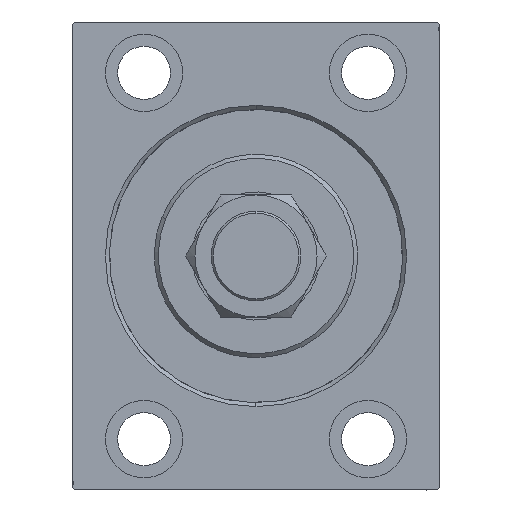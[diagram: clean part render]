
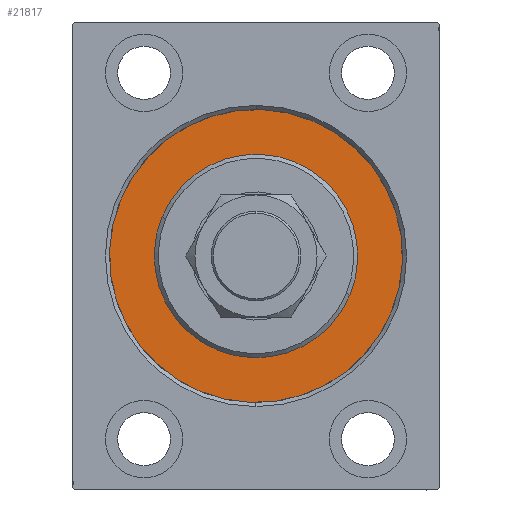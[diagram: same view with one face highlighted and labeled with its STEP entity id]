
A CAD part, left-side view. The second image highlights one B-rep face of the part: STEP entity #21817.
In plain terms, the highlighted face is planar.
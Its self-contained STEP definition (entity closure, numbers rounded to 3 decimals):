
#124 = CARTESIAN_POINT ( 'NONE',  ( 0., 0., 25. ) ) ;
#1347 = CARTESIAN_POINT ( 'NONE',  ( 0., 0., 36. ) ) ;
#2397 = DIRECTION ( 'NONE',  ( 1., 0., 0. ) ) ;
#2930 = AXIS2_PLACEMENT_3D ( 'NONE', #3269, #20591, #16890 ) ;
#3255 = AXIS2_PLACEMENT_3D ( 'NONE', #21070, #17364, #23628 ) ;
#3269 = CARTESIAN_POINT ( 'NONE',  ( 0., 0., 0. ) ) ;
#3899 = DIRECTION ( 'NONE',  ( 0., 0., -1. ) ) ;
#4771 = ORIENTED_EDGE ( 'NONE', *, *, #36750, .F. ) ;
#5151 = AXIS2_PLACEMENT_3D ( 'NONE', #45279, #45061, #27793 ) ;
#6029 = AXIS2_PLACEMENT_3D ( 'NONE', #39409, #28373, #3899 ) ;
#8146 = CIRCLE ( 'NONE', #28763, 25. ) ;
#8487 = VERTEX_POINT ( 'NONE', #124 ) ;
#9961 = PLANE ( 'NONE',  #2930 ) ;
#10326 = VERTEX_POINT ( 'NONE', #35266 ) ;
#15077 = ORIENTED_EDGE ( 'NONE', *, *, #30138, .F. ) ;
#16890 = DIRECTION ( 'NONE',  ( 0., 0., 1. ) ) ;
#17364 = DIRECTION ( 'NONE',  ( -1., 0., 0. ) ) ;
#19510 = VERTEX_POINT ( 'NONE', #35598 ) ;
#20362 = FACE_OUTER_BOUND ( 'NONE', #31691, .T. ) ;
#20469 = ORIENTED_EDGE ( 'NONE', *, *, #26239, .F. ) ;
#20591 = DIRECTION ( 'NONE',  ( -1., 0., 0. ) ) ;
#21070 = CARTESIAN_POINT ( 'NONE',  ( 0., 0., 0. ) ) ;
#21522 = EDGE_CURVE ( 'NONE', #43771, #10326, #28736, .T. ) ;
#21817 = ADVANCED_FACE ( 'NONE', ( #37877, #20362 ), #9961, .F. ) ;
#23628 = DIRECTION ( 'NONE',  ( 0., 0., 1. ) ) ;
#26239 = EDGE_CURVE ( 'NONE', #8487, #19510, #8146, .T. ) ;
#27330 = CARTESIAN_POINT ( 'NONE',  ( 0., 0., 0. ) ) ;
#27793 = DIRECTION ( 'NONE',  ( 0., 0., 1. ) ) ;
#28373 = DIRECTION ( 'NONE',  ( 1., 0., 0. ) ) ;
#28736 = CIRCLE ( 'NONE', #5151, 36. ) ;
#28763 = AXIS2_PLACEMENT_3D ( 'NONE', #27330, #2397, #31236 ) ;
#30138 = EDGE_CURVE ( 'NONE', #19510, #8487, #38427, .T. ) ;
#31236 = DIRECTION ( 'NONE',  ( 0., 0., -1. ) ) ;
#31691 = EDGE_LOOP ( 'NONE', ( #4771, #44650 ) ) ;
#34937 = CIRCLE ( 'NONE', #3255, 36. ) ;
#35266 = CARTESIAN_POINT ( 'NONE',  ( 0., 0., -36. ) ) ;
#35598 = CARTESIAN_POINT ( 'NONE',  ( 0., 0., -25. ) ) ;
#36750 = EDGE_CURVE ( 'NONE', #10326, #43771, #34937, .T. ) ;
#37877 = FACE_BOUND ( 'NONE', #39871, .T. ) ;
#38427 = CIRCLE ( 'NONE', #6029, 25. ) ;
#39409 = CARTESIAN_POINT ( 'NONE',  ( 0., 0., 0. ) ) ;
#39871 = EDGE_LOOP ( 'NONE', ( #20469, #15077 ) ) ;
#43771 = VERTEX_POINT ( 'NONE', #1347 ) ;
#44650 = ORIENTED_EDGE ( 'NONE', *, *, #21522, .F. ) ;
#45061 = DIRECTION ( 'NONE',  ( -1., 0., 0. ) ) ;
#45279 = CARTESIAN_POINT ( 'NONE',  ( 0., 0., 0. ) ) ;
